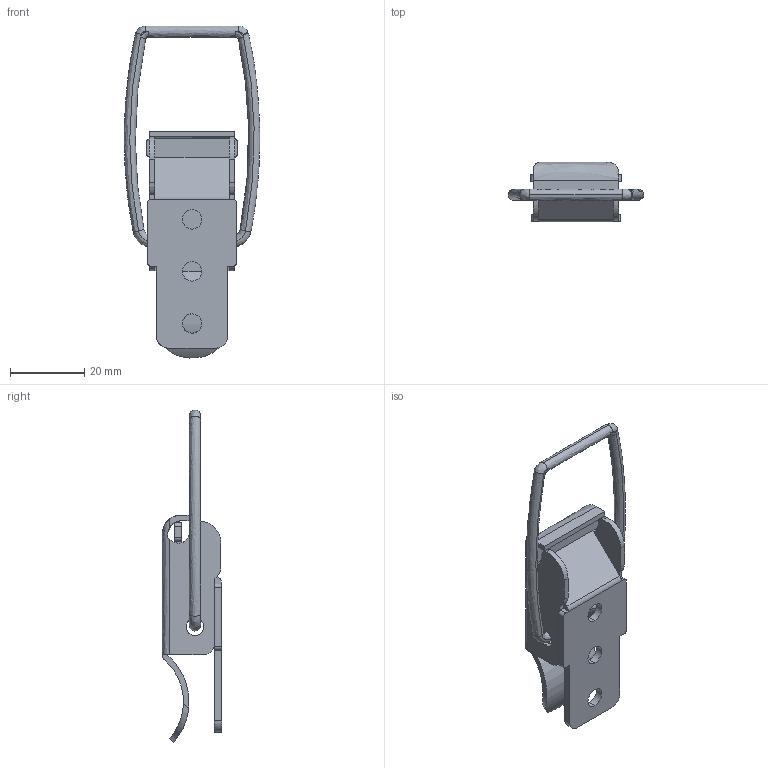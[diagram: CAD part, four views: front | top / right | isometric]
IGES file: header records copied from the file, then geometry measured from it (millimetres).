
Start section: ------------------------------------------------------------------------
Global section: file name: PC3949.1676.TL_448SUS_1_H_31433.igs; native system: spGate; preprocessor: ver20.6.3 (****-****-****-****); author: Unknown; organization: Unknown; date: 251218.091616; units: millimetre
Bounding box: 36.47 x 16 x 89.31 mm (x, y, z)
Volume: 6870.7 mm3; surface area: 9233.3 mm2
Topology: 3 solids, 3 shells, 120 faces, 327 edges, 212 vertices
Faces by surface type: bspline 120
